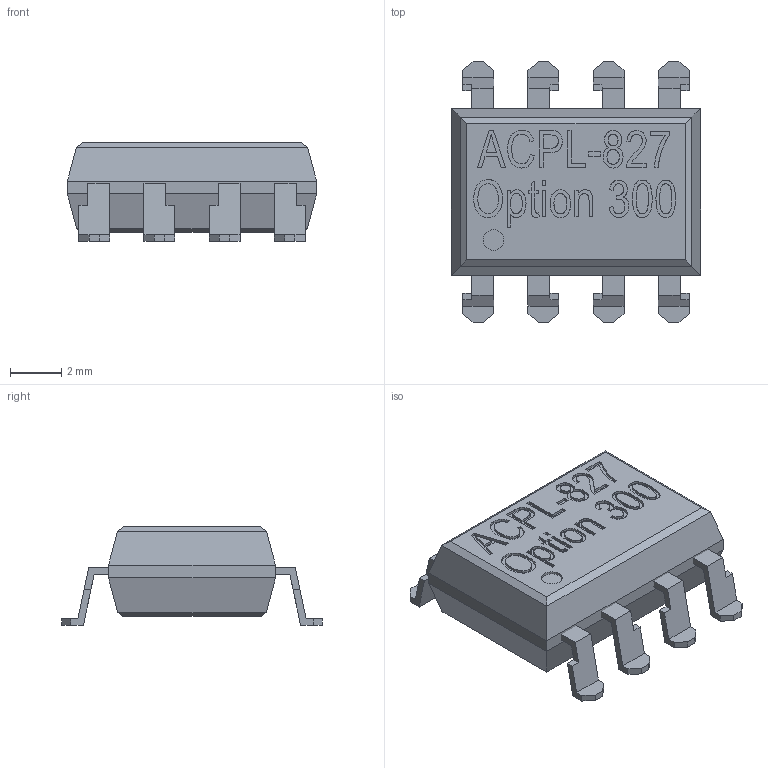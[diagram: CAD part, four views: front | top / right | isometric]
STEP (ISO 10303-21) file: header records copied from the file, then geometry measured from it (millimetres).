
FILE_DESCRIPTION (( 'STEP AP214' ), '1' );
FILE_NAME ('User Library-AVAGO_ACPL-827.STEP', '2020-08-08T09:23:13', ( '' ), ( '' ), 'SwSTEP 2.0', 'SolidWorks 2020', '' );
FILE_SCHEMA (( 'AUTOMOTIVE_DESIGN' ));
Length unit declared in the file: centimetre
Products named in the file (3): AVAGO_ACPL-827_Case; AVAGO_ACPL-827_Pins; User Library-AVAGO_ACPL-827
Assembly tree (5 placements, depth 2):
  User Library-AVAGO_ACPL-827
    AVAGO_ACPL-827_Case
    AVAGO_ACPL-827_Pins  x4
Bounding box: 9.7 x 10.16 x 3.85 mm (x, y, z)
Volume: 213.3 mm3; surface area: 349 mm2
Topology: 5 solids, 5 shells, 426 faces, 1148 edges, 760 vertices
Faces by surface type: plane 215, bspline 209, cylinder 2
Entity records: 15936 total; most frequent: CARTESIAN_POINT 4273, ORIENTED_EDGE 1936, EDGE_CURVE 968, DIRECTION 872, VERTEX_POINT 640, LINE 546, VECTOR 546, B_SPLINE_CURVE_WITH_KNOTS 418
